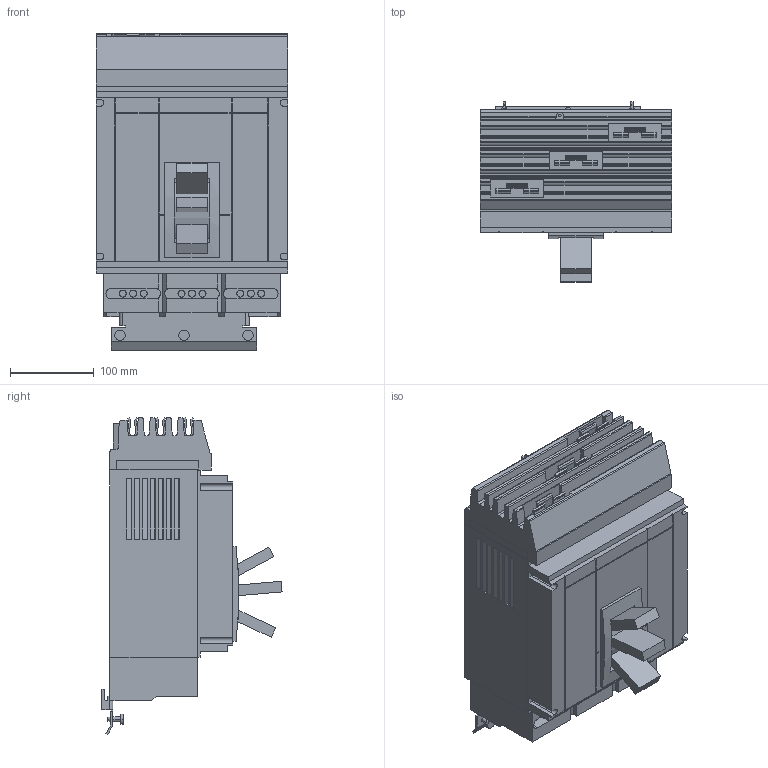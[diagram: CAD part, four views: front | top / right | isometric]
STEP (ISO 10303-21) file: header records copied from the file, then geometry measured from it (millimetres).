
FILE_DESCRIPTION(('starvars output'),'2;1');
FILE_NAME('PGA36080CU74AE1_3D.stp','12:57:31 2020/04/02',( 'Thomas Industrial Network Germany GmbH'),( 'Thomas Industrial Network Germany GmbH'),'unknown preprocess','ACIS' ,'unknown authorization');
FILE_SCHEMA(('CONFIG_CONTROL_DESIGN {UNKNOWN IMPLEMENTATION LEVEL}'));
Length unit declared in the file: millimetre
Products named in the file (1): PRODUCT_ID_1
Bounding box: 227.7 x 214.62 x 377.2 mm (x, y, z)
Volume: 9346320.7 mm3; surface area: 461594.2 mm2
Topology: 1 solids, 1 shells, 602 faces, 1740 edges, 1158 vertices
Faces by surface type: plane 425, cylinder 171, cone 6
Entity records: 18984 total; most frequent: CARTESIAN_POINT 4092, ORIENTED_EDGE 3480, DIRECTION 2619, EDGE_CURVE 1740, VECTOR 1185, LINE 1185, VERTEX_POINT 1158, AXIS2_PLACEMENT_3D 717
